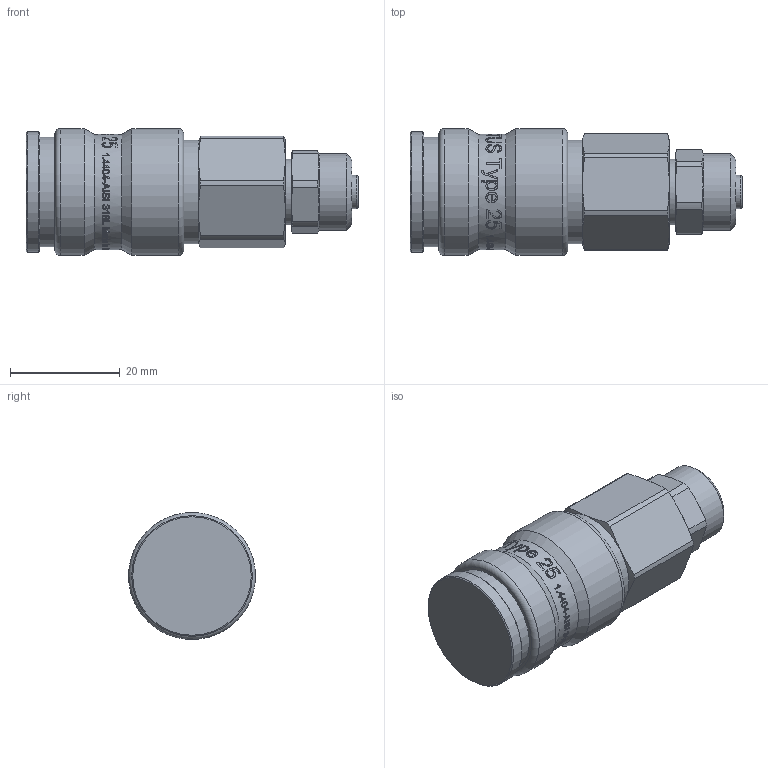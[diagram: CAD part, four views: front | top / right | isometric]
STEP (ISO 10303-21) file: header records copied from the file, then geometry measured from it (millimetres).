
FILE_DESCRIPTION((''),'2;1');
FILE_NAME('25kbko08evx.stp','2015-01-19T07:44:48',('IA176480'),(''),'Autodesk Inventor 2013','Autodesk Inventor 2013','');
FILE_SCHEMA(('AUTOMOTIVE_DESIGN { 1 0 10303 214 1 1 1 1 }'));
Length unit declared in the file: millimetre
Products named in the file (1): D113213
Bounding box: 60.5 x 23.09 x 23.09 mm (x, y, z)
Volume: 16988.9 mm3; surface area: 8760 mm2
Topology: 2 solids, 3 shells, 645 faces, 1679 edges, 1108 vertices
Faces by surface type: bspline 255, plane 249, cylinder 95, cone 38, torus 8
Full cylindrical faces by diameter (mm): 6.05 x1, 6.7 x1, 8.25 x1, 12 x2, 12.5 x1, 14 x1, 14.654 x2, 15 x1, 15.1 x1, 15.3 x1, 15.6 x1, 16 x1, 17.25 x1, 18.95 x1, 19.35 x1, 20 x1, 20.05 x1, 21 x1, 22 x1, 23.15 x2
Entity records: 83847 total; most frequent: CARTESIAN_POINT 69724, ORIENTED_EDGE 3224, DIRECTION 1858, EDGE_CURVE 1612, VERTEX_POINT 1093, EDGE_LOOP 769, B_SPLINE_CURVE_WITH_KNOTS 728, FACE_OUTER_BOUND 645
